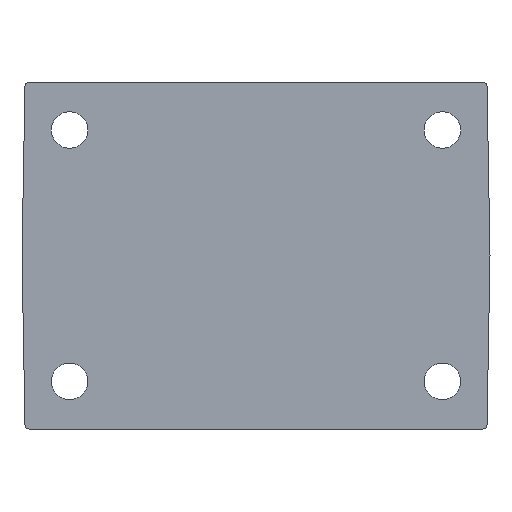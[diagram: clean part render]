
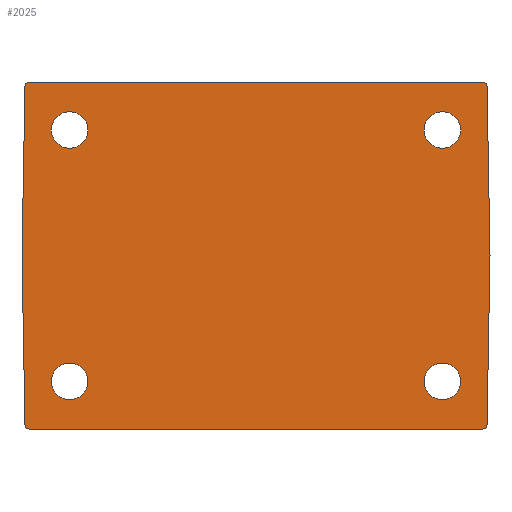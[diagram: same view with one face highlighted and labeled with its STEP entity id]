
A CAD part, front view. The second image highlights one B-rep face of the part: STEP entity #2025.
In plain terms, the highlighted face is planar.
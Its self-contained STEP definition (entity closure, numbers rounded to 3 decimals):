
#78=FACE_BOUND('',#417,.T.);
#79=FACE_BOUND('',#418,.T.);
#80=FACE_BOUND('',#419,.T.);
#81=FACE_BOUND('',#420,.T.);
#118=PLANE('',#2342);
#272=FACE_OUTER_BOUND('',#416,.T.);
#416=EDGE_LOOP('',(#1729,#1730,#1731,#1732,#1733,#1734,#1735,#1736,#1737,
#1738));
#417=EDGE_LOOP('',(#1739));
#418=EDGE_LOOP('',(#1740));
#419=EDGE_LOOP('',(#1741));
#420=EDGE_LOOP('',(#1742));
#478=LINE('',#3462,#594);
#482=LINE('',#3470,#598);
#487=LINE('',#3480,#603);
#492=LINE('',#3540,#608);
#496=LINE('',#3599,#612);
#501=LINE('',#3653,#617);
#594=VECTOR('',#2572,1000.);
#598=VECTOR('',#2578,1000.);
#603=VECTOR('',#2585,1000.);
#608=VECTOR('',#2592,1000.);
#612=VECTOR('',#2598,1000.);
#617=VECTOR('',#2605,1000.);
#728=CIRCLE('',#2199,4.2);
#730=CIRCLE('',#2202,4.2);
#732=CIRCLE('',#2205,4.2);
#734=CIRCLE('',#2208,4.2);
#736=CIRCLE('',#2217,1.);
#738=CIRCLE('',#2220,1.);
#740=CIRCLE('',#2223,1.);
#742=CIRCLE('',#2226,1.);
#876=VERTEX_POINT('',#3434);
#878=VERTEX_POINT('',#3440);
#880=VERTEX_POINT('',#3446);
#882=VERTEX_POINT('',#3452);
#885=VERTEX_POINT('',#3459);
#886=VERTEX_POINT('',#3461);
#888=VERTEX_POINT('',#3468);
#889=VERTEX_POINT('',#3469);
#892=VERTEX_POINT('',#3478);
#893=VERTEX_POINT('',#3479);
#898=VERTEX_POINT('',#3539);
#902=VERTEX_POINT('',#3597);
#903=VERTEX_POINT('',#3598);
#908=VERTEX_POINT('',#3652);
#1058=EDGE_CURVE('',#876,#876,#728,.T.);
#1061=EDGE_CURVE('',#878,#878,#730,.T.);
#1064=EDGE_CURVE('',#880,#880,#732,.T.);
#1067=EDGE_CURVE('',#882,#882,#734,.T.);
#1071=EDGE_CURVE('',#885,#886,#478,.T.);
#1075=EDGE_CURVE('',#888,#889,#482,.T.);
#1080=EDGE_CURVE('',#892,#893,#487,.T.);
#1086=EDGE_CURVE('',#893,#898,#492,.T.);
#1091=EDGE_CURVE('',#902,#903,#496,.T.);
#1097=EDGE_CURVE('',#908,#902,#501,.T.);
#1102=EDGE_CURVE('',#892,#889,#736,.T.);
#1104=EDGE_CURVE('',#888,#903,#738,.T.);
#1106=EDGE_CURVE('',#908,#885,#740,.T.);
#1108=EDGE_CURVE('',#886,#898,#742,.T.);
#1729=ORIENTED_EDGE('',*,*,#1075,.T.);
#1730=ORIENTED_EDGE('',*,*,#1102,.F.);
#1731=ORIENTED_EDGE('',*,*,#1080,.T.);
#1732=ORIENTED_EDGE('',*,*,#1086,.T.);
#1733=ORIENTED_EDGE('',*,*,#1108,.F.);
#1734=ORIENTED_EDGE('',*,*,#1071,.F.);
#1735=ORIENTED_EDGE('',*,*,#1106,.F.);
#1736=ORIENTED_EDGE('',*,*,#1097,.T.);
#1737=ORIENTED_EDGE('',*,*,#1091,.T.);
#1738=ORIENTED_EDGE('',*,*,#1104,.F.);
#1739=ORIENTED_EDGE('',*,*,#1058,.T.);
#1740=ORIENTED_EDGE('',*,*,#1061,.T.);
#1741=ORIENTED_EDGE('',*,*,#1064,.T.);
#1742=ORIENTED_EDGE('',*,*,#1067,.T.);
#2025=ADVANCED_FACE('',(#272,#78,#79,#80,#81),#118,.T.);
#2199=AXIS2_PLACEMENT_3D('',#3435,#2543,#2544);
#2202=AXIS2_PLACEMENT_3D('',#3441,#2550,#2551);
#2205=AXIS2_PLACEMENT_3D('',#3447,#2557,#2558);
#2208=AXIS2_PLACEMENT_3D('',#3453,#2564,#2565);
#2217=AXIS2_PLACEMENT_3D('',#3704,#2611,#2612);
#2220=AXIS2_PLACEMENT_3D('',#3707,#2617,#2618);
#2223=AXIS2_PLACEMENT_3D('',#3710,#2623,#2624);
#2226=AXIS2_PLACEMENT_3D('',#3713,#2629,#2630);
#2342=AXIS2_PLACEMENT_3D('',#4732,#2909,#2910);
#2543=DIRECTION('center_axis',(0.,0.,-1.));
#2544=DIRECTION('ref_axis',(1.,0.,0.));
#2550=DIRECTION('center_axis',(0.,0.,-1.));
#2551=DIRECTION('ref_axis',(1.,0.,0.));
#2557=DIRECTION('center_axis',(0.,0.,-1.));
#2558=DIRECTION('ref_axis',(1.,0.,0.));
#2564=DIRECTION('center_axis',(0.,0.,-1.));
#2565=DIRECTION('ref_axis',(1.,0.,0.));
#2572=DIRECTION('',(1.,0.,0.));
#2578=DIRECTION('',(1.,0.,0.));
#2585=DIRECTION('',(0.017,1.,0.));
#2592=DIRECTION('',(-0.017,1.,0.));
#2598=DIRECTION('',(0.017,-1.,0.));
#2605=DIRECTION('',(-0.017,-1.,0.));
#2611=DIRECTION('center_axis',(0.,0.,-1.));
#2612=DIRECTION('ref_axis',(1.,0.,0.));
#2617=DIRECTION('center_axis',(0.,0.,-1.));
#2618=DIRECTION('ref_axis',(1.,0.,0.));
#2623=DIRECTION('center_axis',(0.,0.,-1.));
#2624=DIRECTION('ref_axis',(1.,0.,0.));
#2629=DIRECTION('center_axis',(0.,0.,-1.));
#2630=DIRECTION('ref_axis',(1.,0.,0.));
#2909=DIRECTION('center_axis',(0.,0.,1.));
#2910=DIRECTION('ref_axis',(1.,0.,0.));
#3434=CARTESIAN_POINT('',(47.2,-29.,5.5));
#3435=CARTESIAN_POINT('Origin',(43.,-29.,5.5));
#3440=CARTESIAN_POINT('',(47.2,29.,5.5));
#3441=CARTESIAN_POINT('Origin',(43.,29.,5.5));
#3446=CARTESIAN_POINT('',(-38.8,29.,5.5));
#3447=CARTESIAN_POINT('Origin',(-43.,29.,5.5));
#3452=CARTESIAN_POINT('',(-38.8,-29.,5.5));
#3453=CARTESIAN_POINT('Origin',(-43.,-29.,5.5));
#3459=CARTESIAN_POINT('',(-52.309,40.,5.5));
#3461=CARTESIAN_POINT('',(52.309,40.,5.5));
#3462=CARTESIAN_POINT('',(0.,40.,5.5));
#3468=CARTESIAN_POINT('',(-52.309,-40.,5.5));
#3469=CARTESIAN_POINT('',(52.309,-40.,5.5));
#3470=CARTESIAN_POINT('',(0.,-40.,5.5));
#3478=CARTESIAN_POINT('',(53.309,-39.017,5.5));
#3479=CARTESIAN_POINT('',(53.99,0.,5.5));
#3480=CARTESIAN_POINT('',(53.292,-40.,5.5));
#3539=CARTESIAN_POINT('',(53.309,39.017,5.5));
#3540=CARTESIAN_POINT('',(53.99,0.,5.5));
#3597=CARTESIAN_POINT('',(-53.99,0.,5.5));
#3598=CARTESIAN_POINT('',(-53.309,-39.017,5.5));
#3599=CARTESIAN_POINT('',(-53.99,0.,5.5));
#3652=CARTESIAN_POINT('',(-53.309,39.017,5.5));
#3653=CARTESIAN_POINT('',(-53.292,40.,5.5));
#3704=CARTESIAN_POINT('Origin',(52.309,-39.,5.5));
#3707=CARTESIAN_POINT('Origin',(-52.309,-39.,5.5));
#3710=CARTESIAN_POINT('Origin',(-52.309,39.,5.5));
#3713=CARTESIAN_POINT('Origin',(52.309,39.,5.5));
#4732=CARTESIAN_POINT('Origin',(0.,0.,5.5));
